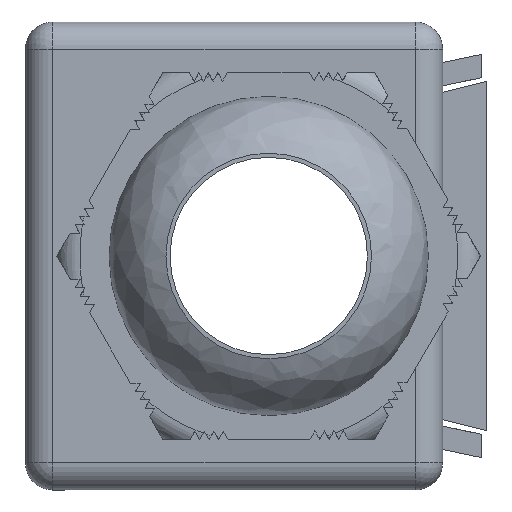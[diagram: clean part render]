
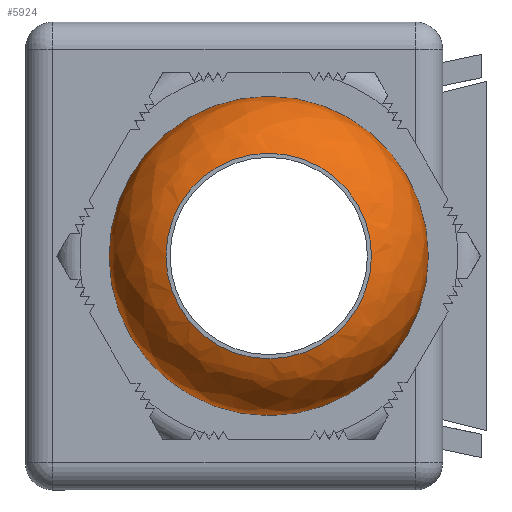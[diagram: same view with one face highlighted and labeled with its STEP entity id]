
A CAD part, left-side view. The second image highlights one B-rep face of the part: STEP entity #5924.
In plain terms, the highlighted free-form (B-spline) face has degree [2, 2] with [3, 9] control points.
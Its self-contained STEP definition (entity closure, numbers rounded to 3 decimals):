
#27=(
BOUNDED_CURVE()
B_SPLINE_CURVE(2,(#10602,#10603,#10604),.UNSPECIFIED.,.F.,.F.)
B_SPLINE_CURVE_WITH_KNOTS((3,3),(-1.227,0.),.UNSPECIFIED.)
CURVE()
GEOMETRIC_REPRESENTATION_ITEM()
RATIONAL_B_SPLINE_CURVE((1.,0.818,1.))
REPRESENTATION_ITEM('')
);
#28=(
BOUNDED_SURFACE()
B_SPLINE_SURFACE(2,2,((#10575,#10576,#10577,#10578,#10579,#10580,#10581,
#10582,#10583),(#10584,#10585,#10586,#10587,#10588,#10589,#10590,#10591,
#10592),(#10593,#10594,#10595,#10596,#10597,#10598,#10599,#10600,#10601)),
 .UNSPECIFIED.,.F.,.T.,.F.)
B_SPLINE_SURFACE_WITH_KNOTS((3,3),(3,2,2,2,3),(0.,1.227),(-3.142,
-1.571,0.,1.571,3.142),.UNSPECIFIED.)
GEOMETRIC_REPRESENTATION_ITEM()
RATIONAL_B_SPLINE_SURFACE(((1.,0.707,1.,0.707,1.,
0.707,1.,0.707,1.),(0.818,0.578,
0.818,0.578,0.818,0.578,
0.818,0.578,0.818),(1.,0.707,
1.,0.707,1.,0.707,1.,0.707,1.)))
REPRESENTATION_ITEM('')
SURFACE()
);
#432=CIRCLE('',#6332,7.5);
#433=CIRCLE('',#6333,7.5);
#466=CIRCLE('',#6387,11.65);
#467=CIRCLE('',#6388,11.65);
#864=FACE_OUTER_BOUND('',#1233,.T.);
#1233=EDGE_LOOP('',(#5361,#5362,#5363,#5364,#5365,#5366));
#2511=VERTEX_POINT('',#9527);
#2512=VERTEX_POINT('',#9528);
#2752=VERTEX_POINT('',#10056);
#2753=VERTEX_POINT('',#10057);
#3209=EDGE_CURVE('',#2511,#2512,#432,.T.);
#3210=EDGE_CURVE('',#2512,#2511,#433,.T.);
#3462=EDGE_CURVE('',#2752,#2753,#466,.T.);
#3463=EDGE_CURVE('',#2753,#2752,#467,.T.);
#3666=EDGE_CURVE('',#2512,#2753,#27,.T.);
#5361=ORIENTED_EDGE('',*,*,#3209,.T.);
#5362=ORIENTED_EDGE('',*,*,#3666,.T.);
#5363=ORIENTED_EDGE('',*,*,#3462,.F.);
#5364=ORIENTED_EDGE('',*,*,#3463,.F.);
#5365=ORIENTED_EDGE('',*,*,#3666,.F.);
#5366=ORIENTED_EDGE('',*,*,#3210,.T.);
#5924=ADVANCED_FACE('',(#864),#28,.F.);
#6332=AXIS2_PLACEMENT_3D('',#9529,#7508,#7509);
#6333=AXIS2_PLACEMENT_3D('',#9530,#7510,#7511);
#6387=AXIS2_PLACEMENT_3D('',#10058,#7827,#7828);
#6388=AXIS2_PLACEMENT_3D('',#10059,#7829,#7830);
#7508=DIRECTION('center_axis',(0.,0.,-1.));
#7509=DIRECTION('ref_axis',(-1.,0.,0.));
#7510=DIRECTION('center_axis',(0.,0.,-1.));
#7511=DIRECTION('ref_axis',(-1.,0.,0.));
#7827=DIRECTION('center_axis',(0.,0.,-1.));
#7828=DIRECTION('ref_axis',(-1.,0.,0.));
#7829=DIRECTION('center_axis',(0.,0.,-1.));
#7830=DIRECTION('ref_axis',(-1.,0.,0.));
#9527=CARTESIAN_POINT('',(7.5,0.,5.894));
#9528=CARTESIAN_POINT('',(-7.5,0.,5.894));
#9529=CARTESIAN_POINT('Origin',(0.,0.,5.894));
#9530=CARTESIAN_POINT('Origin',(0.,0.,5.894));
#10056=CARTESIAN_POINT('',(11.65,0.,0.));
#10057=CARTESIAN_POINT('',(-11.65,0.,0.));
#10058=CARTESIAN_POINT('Origin',(0.,0.,0.));
#10059=CARTESIAN_POINT('Origin',(0.,0.,0.));
#10575=CARTESIAN_POINT('Ctrl Pts',(-11.65,0.,0.));
#10576=CARTESIAN_POINT('Ctrl Pts',(-11.65,-11.65,0.));
#10577=CARTESIAN_POINT('Ctrl Pts',(0.,-11.65,0.));
#10578=CARTESIAN_POINT('Ctrl Pts',(11.65,-11.65,0.));
#10579=CARTESIAN_POINT('Ctrl Pts',(11.65,0.,0.));
#10580=CARTESIAN_POINT('Ctrl Pts',(11.65,11.65,0.));
#10581=CARTESIAN_POINT('Ctrl Pts',(0.,11.65,0.));
#10582=CARTESIAN_POINT('Ctrl Pts',(-11.65,11.65,0.));
#10583=CARTESIAN_POINT('Ctrl Pts',(-11.65,0.,0.));
#10584=CARTESIAN_POINT('Ctrl Pts',(-11.65,0.,4.408));
#10585=CARTESIAN_POINT('Ctrl Pts',(-11.65,-11.65,4.408));
#10586=CARTESIAN_POINT('Ctrl Pts',(0.,-11.65,4.408));
#10587=CARTESIAN_POINT('Ctrl Pts',(11.65,-11.65,4.408));
#10588=CARTESIAN_POINT('Ctrl Pts',(11.65,0.,4.408));
#10589=CARTESIAN_POINT('Ctrl Pts',(11.65,11.65,4.408));
#10590=CARTESIAN_POINT('Ctrl Pts',(0.,11.65,4.408));
#10591=CARTESIAN_POINT('Ctrl Pts',(-11.65,11.65,4.408));
#10592=CARTESIAN_POINT('Ctrl Pts',(-11.65,0.,4.408));
#10593=CARTESIAN_POINT('Ctrl Pts',(-7.5,0.,5.894));
#10594=CARTESIAN_POINT('Ctrl Pts',(-7.5,-7.5,5.894));
#10595=CARTESIAN_POINT('Ctrl Pts',(0.,-7.5,5.894));
#10596=CARTESIAN_POINT('Ctrl Pts',(7.5,-7.5,5.894));
#10597=CARTESIAN_POINT('Ctrl Pts',(7.5,0.,5.894));
#10598=CARTESIAN_POINT('Ctrl Pts',(7.5,7.5,5.894));
#10599=CARTESIAN_POINT('Ctrl Pts',(0.,7.5,5.894));
#10600=CARTESIAN_POINT('Ctrl Pts',(-7.5,7.5,5.894));
#10601=CARTESIAN_POINT('Ctrl Pts',(-7.5,0.,5.894));
#10602=CARTESIAN_POINT('Ctrl Pts',(-7.5,0.,5.894));
#10603=CARTESIAN_POINT('Ctrl Pts',(-11.65,0.,4.408));
#10604=CARTESIAN_POINT('Ctrl Pts',(-11.65,0.,0.));
